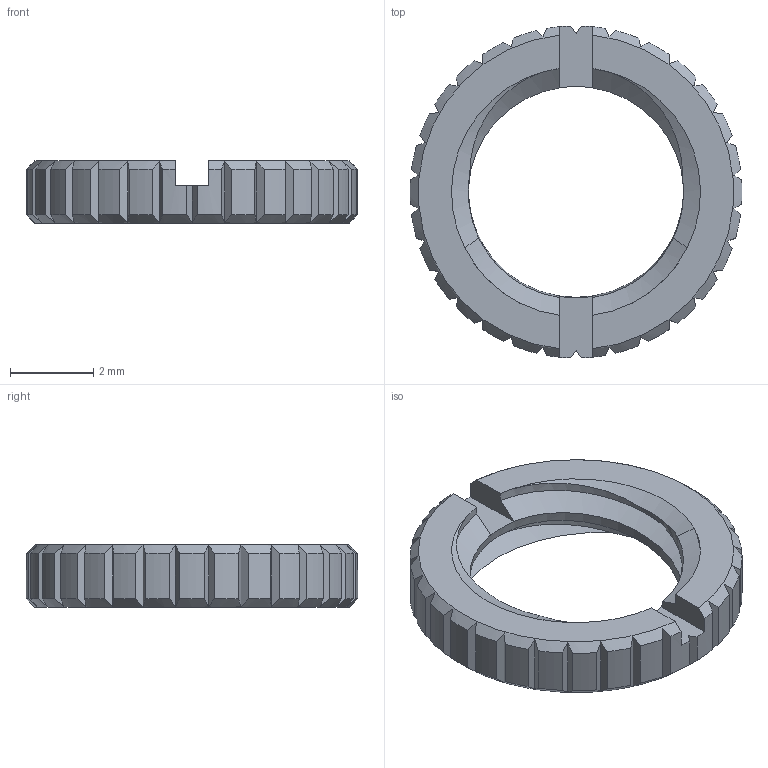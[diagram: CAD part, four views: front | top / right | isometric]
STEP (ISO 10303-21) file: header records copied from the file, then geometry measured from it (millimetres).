
FILE_DESCRIPTION((' '),'2;1');
FILE_NAME( 'KNUT-PJ398SM.stp', '2022-08-29T14:30:45', (' '), ('--- Datakit www.datakit.com---'), ' Datakit CrossCadWare V2022.3 Jun 15 2022', 'DATAKIT 2022 (c)', ' ');
FILE_SCHEMA(('AP242_MANAGED_MODEL_BASED_3D_ENGINEERING_MIM_LF { 1 0 10303 442 1 1 4 }'));
Length unit declared in the file: millimetre
Products named in the file (1): KNUT-PJ398SM
Bounding box: 8 x 8 x 1.5 mm (x, y, z)
Volume: 35.4 mm3; surface area: 128.5 mm2
Topology: 1 solids, 1 shells, 116 faces, 339 edges, 224 vertices
Faces by surface type: plane 69, cylinder 36, cone 11
Full cylindrical faces by diameter (mm): 5.188 x1
Entity records: 4230 total; most frequent: CARTESIAN_POINT 1208, ORIENTED_EDGE 672, DIRECTION 520, EDGE_CURVE 336, VERTEX_POINT 223, AXIS2_PLACEMENT_3D 203, B_SPLINE_CURVE_WITH_KNOTS 136, EDGE_LOOP 119
